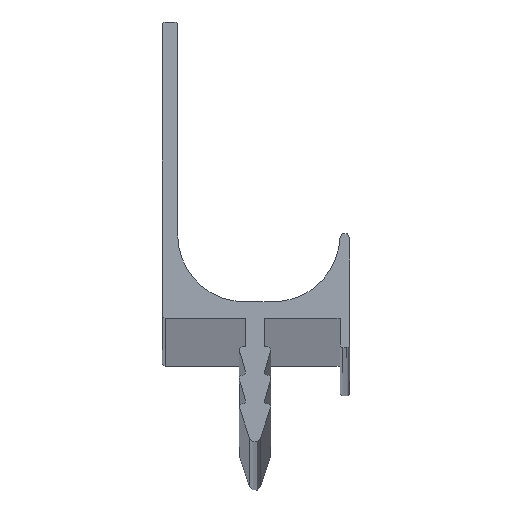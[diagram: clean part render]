
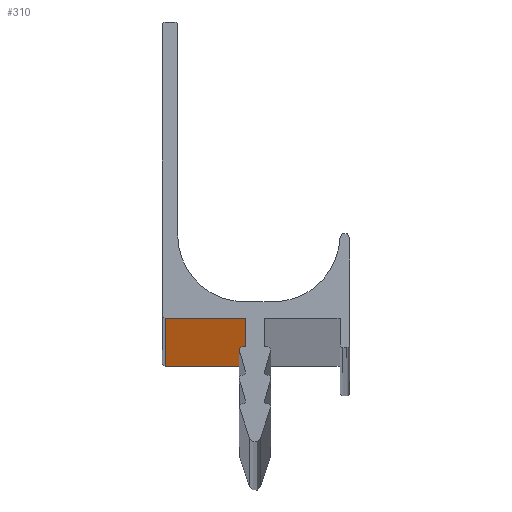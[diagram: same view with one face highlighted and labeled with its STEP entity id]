
A CAD part, top view. The second image highlights one B-rep face of the part: STEP entity #310.
In plain terms, the highlighted planar face has unit normal (0, -1, 0).
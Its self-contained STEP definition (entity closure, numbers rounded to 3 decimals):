
#11 = DIRECTION ( 'NONE',  ( -1., 0., 0. ) ) ;
#38 = PLANE ( 'NONE',  #421 ) ;
#101 = DIRECTION ( 'NONE',  ( 1., 0., 0. ) ) ;
#161 = EDGE_LOOP ( 'NONE', ( #1418, #824, #1262, #1435 ) ) ;
#248 = CARTESIAN_POINT ( 'NONE',  ( -9.4, 0., 0. ) ) ;
#292 = CARTESIAN_POINT ( 'NONE',  ( -9.4, 0., 2900. ) ) ;
#310 = ADVANCED_FACE ( 'NONE', ( #917 ), #38, .F. ) ;
#315 = VERTEX_POINT ( 'NONE', #691 ) ;
#364 = CARTESIAN_POINT ( 'NONE',  ( -9.4, 0., 2900. ) ) ;
#421 = AXIS2_PLACEMENT_3D ( 'NONE', #927, #936, #11 ) ;
#468 = CARTESIAN_POINT ( 'NONE',  ( -9.4, 0., 0. ) ) ;
#497 = LINE ( 'NONE', #1530, #1385 ) ;
#573 = DIRECTION ( 'NONE',  ( 1., 0., 0. ) ) ;
#582 = LINE ( 'NONE', #468, #1080 ) ;
#662 = EDGE_CURVE ( 'NONE', #1322, #746, #582, .T. ) ;
#691 = CARTESIAN_POINT ( 'NONE',  ( -0.95, 0., 2900. ) ) ;
#746 = VERTEX_POINT ( 'NONE', #1474 ) ;
#824 = ORIENTED_EDGE ( 'NONE', *, *, #1078, .F. ) ;
#863 = VERTEX_POINT ( 'NONE', #364 ) ;
#917 = FACE_OUTER_BOUND ( 'NONE', #161, .T. ) ;
#927 = CARTESIAN_POINT ( 'NONE',  ( -9.4, 0., 2900. ) ) ;
#936 = DIRECTION ( 'NONE',  ( 0., 1., 0. ) ) ;
#941 = VECTOR ( 'NONE', #101, 1000. ) ;
#1071 = EDGE_CURVE ( 'NONE', #863, #315, #1390, .T. ) ;
#1078 = EDGE_CURVE ( 'NONE', #315, #746, #497, .T. ) ;
#1080 = VECTOR ( 'NONE', #573, 1000. ) ;
#1122 = DIRECTION ( 'NONE',  ( 0., 0., -1. ) ) ;
#1215 = EDGE_CURVE ( 'NONE', #863, #1322, #1450, .T. ) ;
#1259 = VECTOR ( 'NONE', #1312, 1000. ) ;
#1262 = ORIENTED_EDGE ( 'NONE', *, *, #1071, .F. ) ;
#1312 = DIRECTION ( 'NONE',  ( 0., 0., -1. ) ) ;
#1322 = VERTEX_POINT ( 'NONE', #248 ) ;
#1385 = VECTOR ( 'NONE', #1122, 1000. ) ;
#1390 = LINE ( 'NONE', #1523, #941 ) ;
#1418 = ORIENTED_EDGE ( 'NONE', *, *, #662, .T. ) ;
#1435 = ORIENTED_EDGE ( 'NONE', *, *, #1215, .T. ) ;
#1450 = LINE ( 'NONE', #292, #1259 ) ;
#1474 = CARTESIAN_POINT ( 'NONE',  ( -0.95, 0., 0. ) ) ;
#1523 = CARTESIAN_POINT ( 'NONE',  ( -9.4, 0., 2900. ) ) ;
#1530 = CARTESIAN_POINT ( 'NONE',  ( -0.95, 0., 2900. ) ) ;
